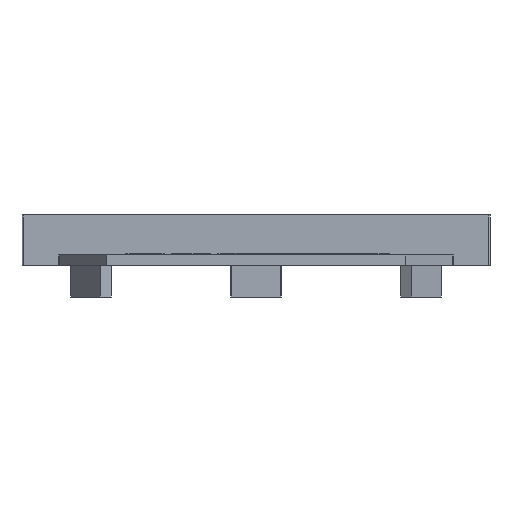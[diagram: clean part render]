
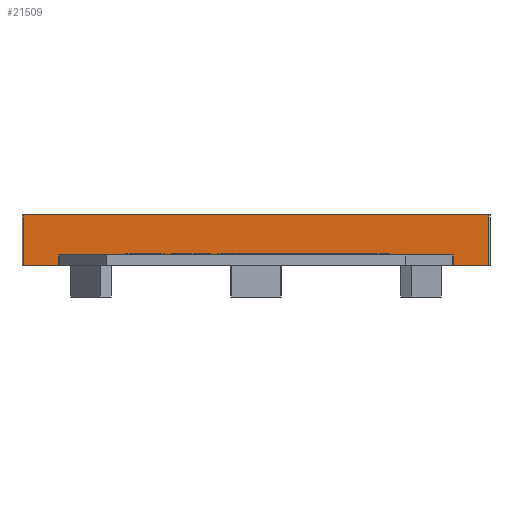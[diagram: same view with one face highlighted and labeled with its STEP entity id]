
A CAD part, front view. The second image highlights one B-rep face of the part: STEP entity #21509.
In plain terms, the highlighted planar face has unit normal (0, -1, 0).
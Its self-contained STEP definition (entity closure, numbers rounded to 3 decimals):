
#47 = VERTEX_POINT ( 'NONE', #20677 ) ;
#803 = EDGE_CURVE ( 'NONE', #2048, #18740, #19688, .T. ) ;
#1008 = VECTOR ( 'NONE', #3129, 1000. ) ;
#1755 = ORIENTED_EDGE ( 'NONE', *, *, #3306, .F. ) ;
#1916 = LINE ( 'NONE', #11817, #15875 ) ;
#2048 = VERTEX_POINT ( 'NONE', #5413 ) ;
#2078 = VECTOR ( 'NONE', #12112, 1000. ) ;
#2118 = ORIENTED_EDGE ( 'NONE', *, *, #8108, .T. ) ;
#2842 = CARTESIAN_POINT ( 'NONE',  ( 161.667, 234.137, 0. ) ) ;
#2977 = VECTOR ( 'NONE', #5069, 1000. ) ;
#3129 = DIRECTION ( 'NONE',  ( 0., 0., -1. ) ) ;
#3153 = ORIENTED_EDGE ( 'NONE', *, *, #803, .T. ) ;
#3306 = EDGE_CURVE ( 'NONE', #47, #21115, #7100, .T. ) ;
#3345 = CARTESIAN_POINT ( 'NONE',  ( 161.667, 234.137, 2. ) ) ;
#3745 = EDGE_LOOP ( 'NONE', ( #2118, #4850, #4795, #3153, #20411, #1755, #21168, #11768 ) ) ;
#4225 = LINE ( 'NONE', #14813, #6570 ) ;
#4262 = VERTEX_POINT ( 'NONE', #19015 ) ;
#4795 = ORIENTED_EDGE ( 'NONE', *, *, #17151, .F. ) ;
#4850 = ORIENTED_EDGE ( 'NONE', *, *, #7258, .F. ) ;
#5069 = DIRECTION ( 'NONE',  ( 0., 0., -1. ) ) ;
#5183 = EDGE_CURVE ( 'NONE', #7339, #21439, #16062, .T. ) ;
#5413 = CARTESIAN_POINT ( 'NONE',  ( 73.067, 234.137, 9.6 ) ) ;
#5447 = CARTESIAN_POINT ( 'NONE',  ( 80.467, 234.137, 0. ) ) ;
#5553 = CARTESIAN_POINT ( 'NONE',  ( 0., 234.137, 2. ) ) ;
#6137 = EDGE_CURVE ( 'NONE', #18740, #21115, #7246, .T. ) ;
#6295 = CARTESIAN_POINT ( 'NONE',  ( 154.267, 234.137, 0. ) ) ;
#6426 = DIRECTION ( 'NONE',  ( 1., 0., 0. ) ) ;
#6570 = VECTOR ( 'NONE', #6426, 1000. ) ;
#7100 = LINE ( 'NONE', #17397, #2078 ) ;
#7194 = DIRECTION ( 'NONE',  ( 0., 0., -1. ) ) ;
#7246 = LINE ( 'NONE', #11382, #7759 ) ;
#7258 = EDGE_CURVE ( 'NONE', #4262, #16222, #19817, .T. ) ;
#7339 = VERTEX_POINT ( 'NONE', #15524 ) ;
#7759 = VECTOR ( 'NONE', #13030, 1000. ) ;
#7774 = AXIS2_PLACEMENT_3D ( 'NONE', #13720, #20229, #11698 ) ;
#8108 = EDGE_CURVE ( 'NONE', #21439, #16222, #1916, .T. ) ;
#8276 = CARTESIAN_POINT ( 'NONE',  ( 73.067, 234.137, 2. ) ) ;
#11382 = CARTESIAN_POINT ( 'NONE',  ( 0., 234.137, 0. ) ) ;
#11698 = DIRECTION ( 'NONE',  ( 0., 0., 1. ) ) ;
#11768 = ORIENTED_EDGE ( 'NONE', *, *, #5183, .T. ) ;
#11817 = CARTESIAN_POINT ( 'NONE',  ( 0., 234.137, 0. ) ) ;
#11926 = PLANE ( 'NONE',  #7774 ) ;
#12112 = DIRECTION ( 'NONE',  ( 0., 0., -1. ) ) ;
#12210 = DIRECTION ( 'NONE',  ( 1., 0., 0. ) ) ;
#13030 = DIRECTION ( 'NONE',  ( 1., 0., 0. ) ) ;
#13431 = VECTOR ( 'NONE', #7194, 1000. ) ;
#13720 = CARTESIAN_POINT ( 'NONE',  ( 0., 234.137, 2. ) ) ;
#14813 = CARTESIAN_POINT ( 'NONE',  ( 0., 234.137, 9.6 ) ) ;
#15156 = FACE_OUTER_BOUND ( 'NONE', #3745, .T. ) ;
#15524 = CARTESIAN_POINT ( 'NONE',  ( 154.267, 234.137, 2. ) ) ;
#15667 = CARTESIAN_POINT ( 'NONE',  ( 73.067, 234.137, 0. ) ) ;
#15875 = VECTOR ( 'NONE', #16893, 1000. ) ;
#16062 = LINE ( 'NONE', #17228, #13431 ) ;
#16222 = VERTEX_POINT ( 'NONE', #2842 ) ;
#16236 = LINE ( 'NONE', #5553, #20166 ) ;
#16893 = DIRECTION ( 'NONE',  ( 1., 0., 0. ) ) ;
#17151 = EDGE_CURVE ( 'NONE', #2048, #4262, #4225, .T. ) ;
#17228 = CARTESIAN_POINT ( 'NONE',  ( 154.267, 234.137, 2. ) ) ;
#17397 = CARTESIAN_POINT ( 'NONE',  ( 80.467, 234.137, 2. ) ) ;
#18689 = EDGE_CURVE ( 'NONE', #47, #7339, #16236, .T. ) ;
#18740 = VERTEX_POINT ( 'NONE', #15667 ) ;
#19015 = CARTESIAN_POINT ( 'NONE',  ( 161.667, 234.137, 9.6 ) ) ;
#19688 = LINE ( 'NONE', #8276, #1008 ) ;
#19817 = LINE ( 'NONE', #3345, #2977 ) ;
#20166 = VECTOR ( 'NONE', #12210, 1000. ) ;
#20229 = DIRECTION ( 'NONE',  ( 0., 1., 0. ) ) ;
#20411 = ORIENTED_EDGE ( 'NONE', *, *, #6137, .T. ) ;
#20677 = CARTESIAN_POINT ( 'NONE',  ( 80.467, 234.137, 2. ) ) ;
#21115 = VERTEX_POINT ( 'NONE', #5447 ) ;
#21168 = ORIENTED_EDGE ( 'NONE', *, *, #18689, .T. ) ;
#21439 = VERTEX_POINT ( 'NONE', #6295 ) ;
#21509 = ADVANCED_FACE ( 'NONE', ( #15156 ), #11926, .F. ) ;
